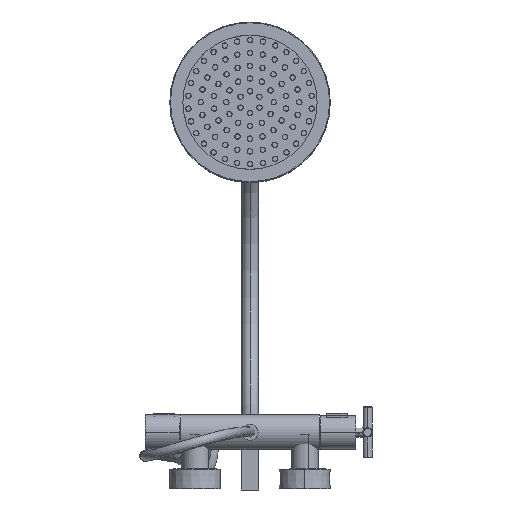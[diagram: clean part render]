
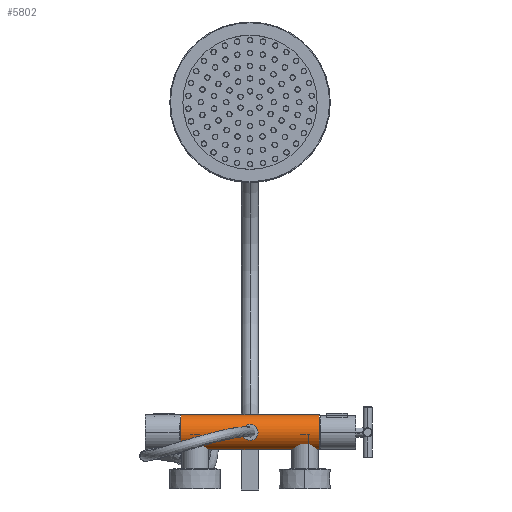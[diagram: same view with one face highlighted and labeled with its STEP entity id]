
A CAD part, front view. The second image highlights one B-rep face of the part: STEP entity #5802.
In plain terms, the highlighted cylindrical face has radius 24 mm (diameter 48 mm), a partial arc.
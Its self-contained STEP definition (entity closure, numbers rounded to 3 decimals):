
#445 = FACE_OUTER_BOUND ( 'NONE', #22697, .T. ) ;
#499 = CARTESIAN_POINT ( 'NONE',  ( 95., 0., 24. ) ) ;
#1045 = CARTESIAN_POINT ( 'NONE',  ( 95., 0., -24. ) ) ;
#1097 = DIRECTION ( 'NONE',  ( -1., 0., 0. ) ) ;
#1934 = CYLINDRICAL_SURFACE ( 'NONE', #13470, 24. ) ;
#2174 = CIRCLE ( 'NONE', #8146, 24. ) ;
#3167 = EDGE_CURVE ( 'NONE', #17152, #4304, #4822, .T. ) ;
#3288 = EDGE_CURVE ( 'NONE', #17152, #21580, #3826, .T. ) ;
#3826 = CIRCLE ( 'NONE', #6192, 24. ) ;
#4304 = VERTEX_POINT ( 'NONE', #24331 ) ;
#4822 = LINE ( 'NONE', #22193, #17008 ) ;
#5784 = DIRECTION ( 'NONE',  ( -1., 0., 0. ) ) ;
#5802 = ADVANCED_FACE ( 'NONE', ( #445 ), #1934, .T. ) ;
#6192 = AXIS2_PLACEMENT_3D ( 'NONE', #9190, #20824, #14703 ) ;
#6936 = ORIENTED_EDGE ( 'NONE', *, *, #3167, .T. ) ;
#7079 = CARTESIAN_POINT ( 'NONE',  ( -95., 0., -24. ) ) ;
#7195 = ORIENTED_EDGE ( 'NONE', *, *, #14298, .F. ) ;
#7904 = DIRECTION ( 'NONE',  ( 0., 0., 1. ) ) ;
#8146 = AXIS2_PLACEMENT_3D ( 'NONE', #16415, #24048, #12814 ) ;
#8398 = EDGE_CURVE ( 'NONE', #4304, #13041, #2174, .T. ) ;
#9190 = CARTESIAN_POINT ( 'NONE',  ( 95., 0., 0. ) ) ;
#11105 = VECTOR ( 'NONE', #17762, 1000. ) ;
#12814 = DIRECTION ( 'NONE',  ( 0., 0., -1. ) ) ;
#13041 = VERTEX_POINT ( 'NONE', #7079 ) ;
#13415 = CARTESIAN_POINT ( 'NONE',  ( 95., 0., 0. ) ) ;
#13470 = AXIS2_PLACEMENT_3D ( 'NONE', #13415, #5784, #7904 ) ;
#14048 = CARTESIAN_POINT ( 'NONE',  ( 95., 0., -24. ) ) ;
#14298 = EDGE_CURVE ( 'NONE', #21580, #13041, #16267, .T. ) ;
#14703 = DIRECTION ( 'NONE',  ( 0., 0., -1. ) ) ;
#16142 = ORIENTED_EDGE ( 'NONE', *, *, #8398, .T. ) ;
#16267 = LINE ( 'NONE', #1045, #11105 ) ;
#16415 = CARTESIAN_POINT ( 'NONE',  ( -95., 0., 0. ) ) ;
#17008 = VECTOR ( 'NONE', #1097, 1000. ) ;
#17152 = VERTEX_POINT ( 'NONE', #499 ) ;
#17762 = DIRECTION ( 'NONE',  ( -1., 0., 0. ) ) ;
#18209 = ORIENTED_EDGE ( 'NONE', *, *, #3288, .F. ) ;
#20824 = DIRECTION ( 'NONE',  ( 1., 0., 0. ) ) ;
#21580 = VERTEX_POINT ( 'NONE', #14048 ) ;
#22193 = CARTESIAN_POINT ( 'NONE',  ( 95., 0., 24. ) ) ;
#22697 = EDGE_LOOP ( 'NONE', ( #7195, #18209, #6936, #16142 ) ) ;
#24048 = DIRECTION ( 'NONE',  ( 1., 0., 0. ) ) ;
#24331 = CARTESIAN_POINT ( 'NONE',  ( -95., 0., 24. ) ) ;
